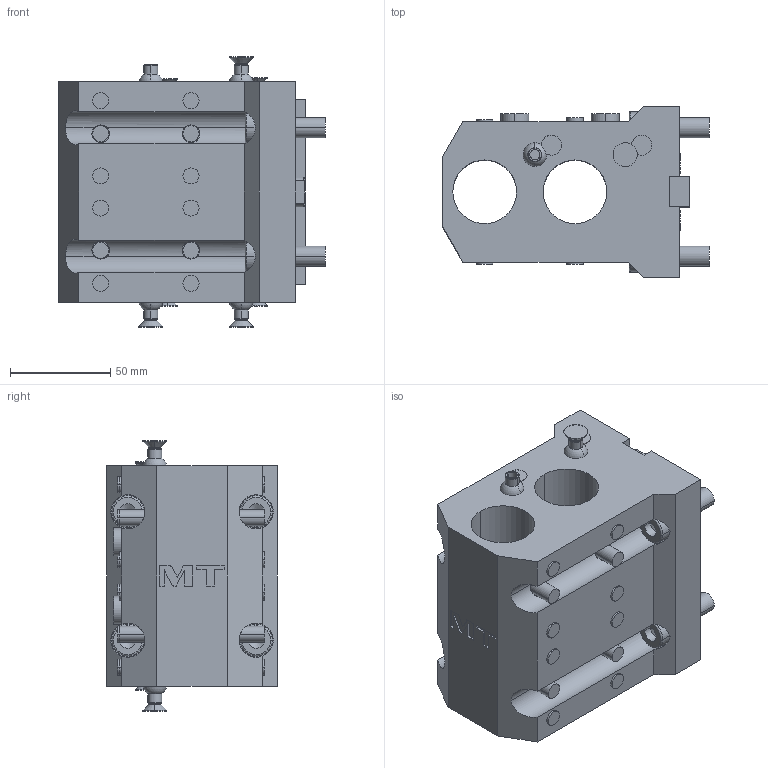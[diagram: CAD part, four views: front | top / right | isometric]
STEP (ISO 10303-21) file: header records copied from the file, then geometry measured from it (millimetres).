
FILE_DESCRIPTION((''),'2;1');
FILE_NAME('DWO0093175_CONF','2023-03-03T11:30:42',('smalpassi'),('M.T. srl'),'CREO PARAMETRIC BY PTC INC, 2021072','CREO PARAMETRIC BY PTC INC, 2021072','');
FILE_SCHEMA(('CONFIG_CONTROL_DESIGN'));
Length unit declared in the file: millimetre
Products named in the file (1): DWO0093175_CONF
Bounding box: 133 x 85 x 134.62 mm (x, y, z)
Volume: 714292.5 mm3; surface area: 102614.7 mm2
Topology: 1 solids, 1 shells, 332 faces, 780 edges, 500 vertices
Faces by surface type: cylinder 150, plane 127, cone 33, torus 12, sphere 8, extrusion 2
Entity records: 10535 total; most frequent: CARTESIAN_POINT 2693, DIRECTION 1711, ORIENTED_EDGE 1544, EDGE_CURVE 772, AXIS2_PLACEMENT_3D 680, VERTEX_POINT 500, EDGE_LOOP 400, VECTOR 351
